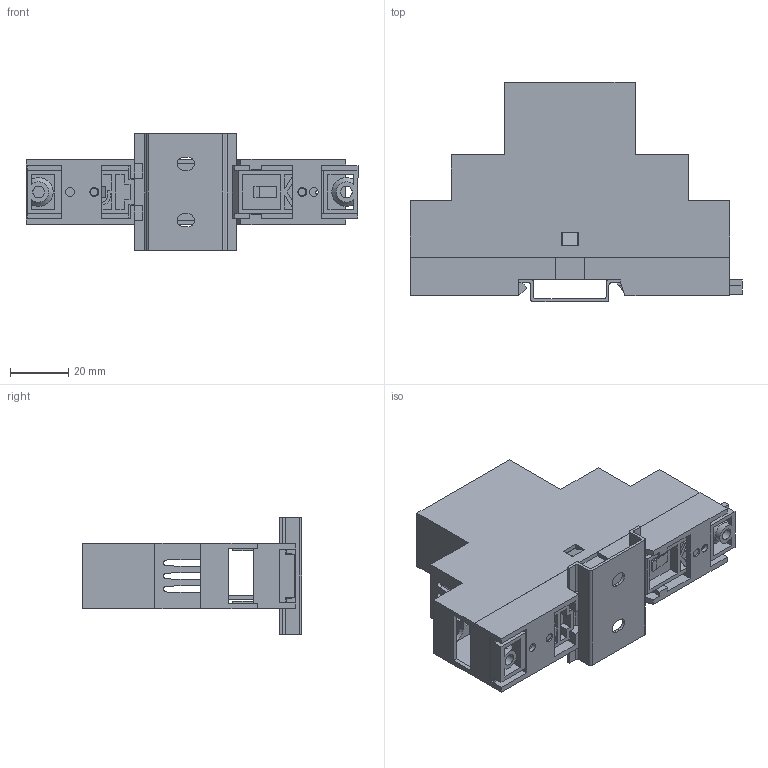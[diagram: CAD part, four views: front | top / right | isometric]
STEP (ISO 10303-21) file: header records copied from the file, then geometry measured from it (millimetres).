
FILE_DESCRIPTION (( 'STEP AP214' ), '1' );
FILE_NAME ('MD-6.35T-22.5-01.STEP', '2022-01-24T10:39:06', ( '' ), ( '' ), 'SwSTEP 2.0', 'SolidWorks 2017', '' );
FILE_SCHEMA (( 'AUTOMOTIVE_DESIGN' ));
Length unit declared in the file: millimetre
Products named in the file (18): Rail-35; Clip-Big; Base PCB-MDP-6.35T-22.5-01; Vertical PCB-MD6.3T-22.5; Base plate - MDB-MD6.35T-22.5; TopCover - MDC-6.35T-22.5; MD-6.35T-22.5-01; Clip-Small; Screw-small
Assembly tree (9 placements, depth 2):
  Rail-35
  Vertical PCB-MD6.3T-22.5
  MD-6.35T-22.5-01
    Base plate - MDB-MD6.35T-22.5
    TopCover - MDC-6.35T-22.5
    Base PCB-MDP-6.35T-22.5-01
    Rail-35
    Clip-Big
    Clip-Small
    Screw-small  x2
    Vertical PCB-MD6.3T-22.5
  Clip-Small
  Clip-Big
Bounding box: 114.3 x 75.55 x 40 mm (x, y, z)
Volume: 40628.8 mm3; surface area: 59059.3 mm2
Topology: 9 solids, 9 shells, 553 faces, 1584 edges, 1030 vertices
Faces by surface type: plane 422, cylinder 105, cone 20, torus 6
Entity records: 17614 total; most frequent: CARTESIAN_POINT 3133, ORIENTED_EDGE 3018, DIRECTION 2769, EDGE_CURVE 1509, LINE 1267, VECTOR 1267, VERTEX_POINT 983, AXIS2_PLACEMENT_3D 751
